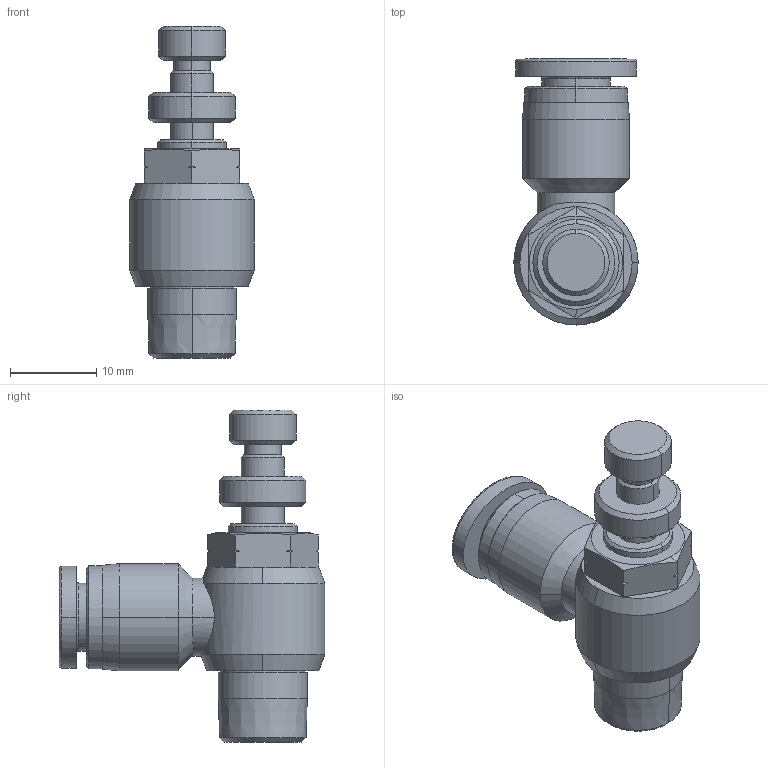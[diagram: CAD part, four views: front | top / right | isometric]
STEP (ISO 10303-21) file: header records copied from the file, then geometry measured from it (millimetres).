
FILE_DESCRIPTION((''),'2;1');
FILE_NAME('NSE1-4N01-MDT.stp','2017-07-07T16:46:38',(''),(''),'Mechanical Desktop 2009','Mechanical Desktop 2009',', , ');
FILE_SCHEMA(('CONFIG_CONTROL_DESIGN'));
Length unit declared in the file: millimetre
Products named in the file (7): NSE1-4N01-MDT; PART1; ~PART1; ~~PART1; A$C79FA5C9A; A$C4B685E65; A$C23982F68
Assembly tree (6 placements, depth 2):
  NSE1-4N01-MDT
    PART1
    ~PART1
    ~~PART1
    A$C79FA5C9A
    A$C4B685E65
    A$C23982F68
Bounding box: 14.4 x 30.8 x 38.45 mm (x, y, z)
Volume: 4823.3 mm3; surface area: 3398.5 mm2
Topology: 4 solids, 4 shells, 101 faces, 218 edges, 135 vertices
Faces by surface type: cone 42, cylinder 29, plane 25, bspline 5
Entity records: 3277 total; most frequent: CARTESIAN_POINT 939, DIRECTION 486, ORIENTED_EDGE 436, EDGE_CURVE 218, AXIS2_PLACEMENT_3D 204, VERTEX_POINT 135, EDGE_LOOP 113, FACE_OUTER_BOUND 101
